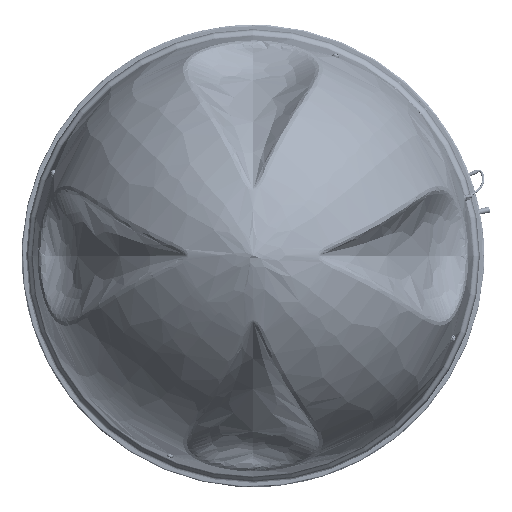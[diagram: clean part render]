
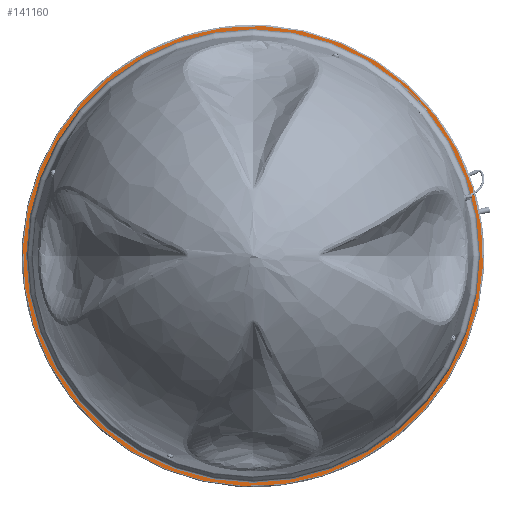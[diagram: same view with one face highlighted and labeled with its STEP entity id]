
A CAD part, top view. The second image highlights one B-rep face of the part: STEP entity #141160.
In plain terms, the highlighted planar face has unit normal (0, 0, 1).
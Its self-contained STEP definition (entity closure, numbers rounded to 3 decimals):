
#2636=FACE_BOUND('',#39582,.T.);
#4915=PLANE('',#149215);
#31584=FACE_OUTER_BOUND('',#39581,.T.);
#39581=EDGE_LOOP('',(#105907));
#39582=EDGE_LOOP('',(#105908));
#46370=CIRCLE('',#149070,392.399);
#46438=CIRCLE('',#149216,398.);
#59979=VERTEX_POINT('',#262364);
#60094=VERTEX_POINT('',#263576);
#76330=EDGE_CURVE('',#59979,#59979,#46370,.T.);
#76505=EDGE_CURVE('',#60094,#60094,#46438,.T.);
#105907=ORIENTED_EDGE('',*,*,#76505,.F.);
#105908=ORIENTED_EDGE('',*,*,#76330,.T.);
#141160=ADVANCED_FACE('',(#31584,#2636),#4915,.T.);
#149070=AXIS2_PLACEMENT_3D('',#262366,#167805,#167806);
#149215=AXIS2_PLACEMENT_3D('',#263575,#168171,#168172);
#149216=AXIS2_PLACEMENT_3D('',#263577,#168173,#168174);
#167805=DIRECTION('center_axis',(0.,0.,
-1.));
#167806=DIRECTION('ref_axis',(-1.,0.,0.));
#168171=DIRECTION('center_axis',(0.,0.,
1.));
#168172=DIRECTION('ref_axis',(0.924,-0.383,0.));
#168173=DIRECTION('center_axis',(0.,0.,
-1.));
#168174=DIRECTION('ref_axis',(0.383,0.924,0.));
#262364=CARTESIAN_POINT('',(392.399,0.,232.25));
#262366=CARTESIAN_POINT('Origin',(0.,0.,
232.25));
#263575=CARTESIAN_POINT('Origin',(-144.654,-349.226,232.25));
#263576=CARTESIAN_POINT('',(-367.704,152.308,232.25));
#263577=CARTESIAN_POINT('Origin',(0.,0.,
232.25));
